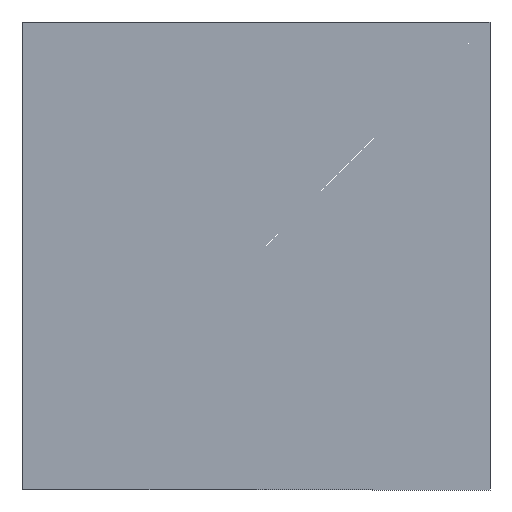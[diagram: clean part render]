
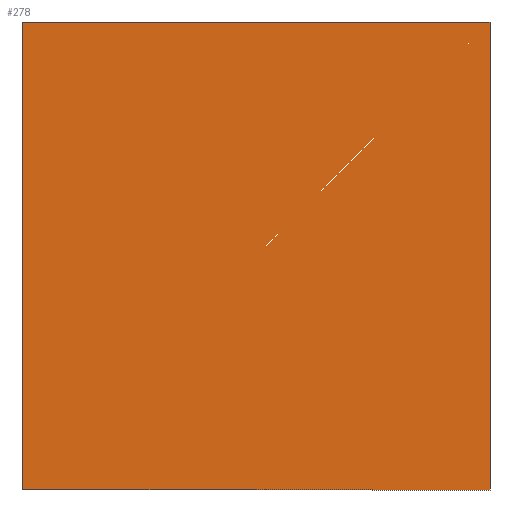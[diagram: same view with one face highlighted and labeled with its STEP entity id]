
A CAD part, front view. The second image highlights one B-rep face of the part: STEP entity #278.
In plain terms, the highlighted planar face has unit normal (0, -1, 0).
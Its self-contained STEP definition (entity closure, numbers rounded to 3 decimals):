
#1 = VERTEX_POINT ( 'NONE', #220 ) ;
#9 = EDGE_LOOP ( 'NONE', ( #237, #242, #233, #232 ) ) ;
#15 = VERTEX_POINT ( 'NONE', #106 ) ;
#19 = VERTEX_POINT ( 'NONE', #224 ) ;
#21 = VERTEX_POINT ( 'NONE', #219 ) ;
#37 = LINE ( 'NONE', #189, #38 ) ;
#38 = VECTOR ( 'NONE', #187, 1000. ) ;
#49 = VECTOR ( 'NONE', #203, 1000. ) ;
#50 = VECTOR ( 'NONE', #198, 1000. ) ;
#51 = LINE ( 'NONE', #207, #50 ) ;
#55 = LINE ( 'NONE', #211, #49 ) ;
#81 = EDGE_CURVE ( 'NONE', #15, #1, #285, .T. ) ;
#84 = EDGE_CURVE ( 'NONE', #19, #15, #55, .T. ) ;
#87 = EDGE_CURVE ( 'NONE', #21, #19, #51, .T. ) ;
#92 = EDGE_CURVE ( 'NONE', #1, #21, #37, .T. ) ;
#106 = CARTESIAN_POINT ( 'NONE',  ( 1.5, 0., 1.5 ) ) ;
#107 = CARTESIAN_POINT ( 'NONE',  ( 0., 0., 0. ) ) ;
#112 = DIRECTION ( 'NONE',  ( 0., 0., 1. ) ) ;
#115 = DIRECTION ( 'NONE',  ( 0., 1., 0. ) ) ;
#153 = PLANE ( 'NONE',  #290 ) ;
#187 = DIRECTION ( 'NONE',  ( -1., 0., 0. ) ) ;
#189 = CARTESIAN_POINT ( 'NONE',  ( -1.5, 0., -1.5 ) ) ;
#198 = DIRECTION ( 'NONE',  ( 0., 0., 1. ) ) ;
#203 = DIRECTION ( 'NONE',  ( 1., 0., 0. ) ) ;
#207 = CARTESIAN_POINT ( 'NONE',  ( -1.5, 0., -1.5 ) ) ;
#208 = DIRECTION ( 'NONE',  ( 0., 0., -1. ) ) ;
#209 = CARTESIAN_POINT ( 'NONE',  ( 1.5, 0., -1.5 ) ) ;
#211 = CARTESIAN_POINT ( 'NONE',  ( -1.5, 0., 1.5 ) ) ;
#219 = CARTESIAN_POINT ( 'NONE',  ( -1.5, 0., -1.5 ) ) ;
#220 = CARTESIAN_POINT ( 'NONE',  ( 1.5, 0., -1.5 ) ) ;
#224 = CARTESIAN_POINT ( 'NONE',  ( -1.5, 0., 1.5 ) ) ;
#232 = ORIENTED_EDGE ( 'NONE', *, *, #84, .F. ) ;
#233 = ORIENTED_EDGE ( 'NONE', *, *, #81, .F. ) ;
#237 = ORIENTED_EDGE ( 'NONE', *, *, #87, .F. ) ;
#242 = ORIENTED_EDGE ( 'NONE', *, *, #92, .F. ) ;
#252 = FACE_OUTER_BOUND ( 'NONE', #9, .T. ) ;
#278 = ADVANCED_FACE ( 'NONE', ( #252 ), #153, .F. ) ;
#284 = VECTOR ( 'NONE', #208, 1000. ) ;
#285 = LINE ( 'NONE', #209, #284 ) ;
#290 = AXIS2_PLACEMENT_3D ( 'NONE', #107, #115, #112 ) ;
